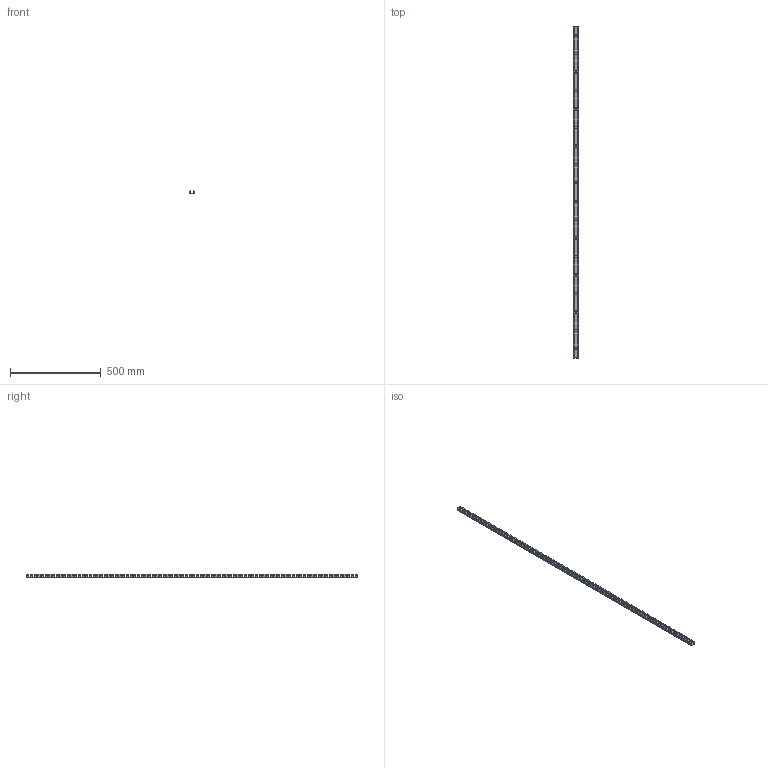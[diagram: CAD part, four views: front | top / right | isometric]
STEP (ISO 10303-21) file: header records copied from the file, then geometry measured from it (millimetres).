
FILE_DESCRIPTION(/* description */ (''),/* implementation_level */ '2;1');
FILE_NAME(/* name */ 'G.75X.75LG6_3D_WEB.stp',/* time_stamp */ '2014-09-30T08:47:16-05:00',/* author */ (''),/* organization */ (''),/* preprocessor_version */ 'ST-DEVELOPER v11',/* originating_system */ 'SIEMENS PLM Software NX 7.5',/* authorisation */ '');
FILE_SCHEMA (('CONFIG_CONTROL_DESIGN'));
Products named in the file (1): bdk7AA5ptpo
Bounding box: 23.62 x 1828.8 x 19.05 mm (x, y, z)
Volume: 133183.9 mm3; surface area: 207268.1 mm2
Topology: 1 solids, 1 shells, 1882 faces, 5640 edges, 3760 vertices
Faces by surface type: plane 1846, cylinder 36
Entity records: 62296 total; most frequent: CARTESIAN_POINT 11283, ORIENTED_EDGE 11280, DIRECTION 9478, EDGE_CURVE 5640, LINE 5568, VECTOR 5568, VERTEX_POINT 3760, AXIS2_PLACEMENT_3D 1955
